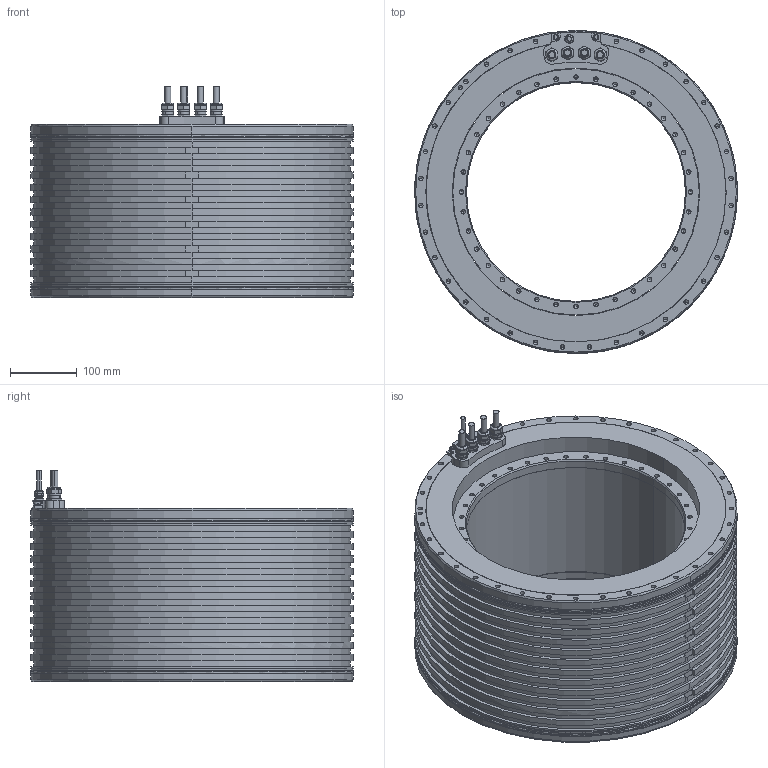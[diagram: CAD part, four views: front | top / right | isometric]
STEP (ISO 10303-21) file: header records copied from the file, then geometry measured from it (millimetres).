
FILE_DESCRIPTION((''),'2;1');
FILE_NAME('1395945-12-D01-02-A','2024-04-10T12:41:47',('ch5533'),(''),'CREO PARAMETRIC BY PTC INC, 2022162','CREO PARAMETRIC BY PTC INC, 2022162','');
FILE_SCHEMA(('AUTOMOTIVE_DESIGN { 1 0 10303 214 1 1 1 1 }'));
Length unit declared in the file: millimetre
Products named in the file (1): 1395945-12-D01-02-A
Bounding box: 485 x 485 x 317 mm (x, y, z)
Volume: 23800931.2 mm3; surface area: 1694499.9 mm2
Topology: 4 solids, 13 shells, 1231 faces, 2974 edges, 1655 vertices
Faces by surface type: cylinder 494, plane 351, cone 338, torus 40, revolution 8
Entity records: 35015 total; most frequent: DIRECTION 6313, CARTESIAN_POINT 6246, ORIENTED_EDGE 5364, EDGE_CURVE 2682, AXIS2_PLACEMENT_3D 2428, VERTEX_POINT 1655, VECTOR 1449, LINE 1449
